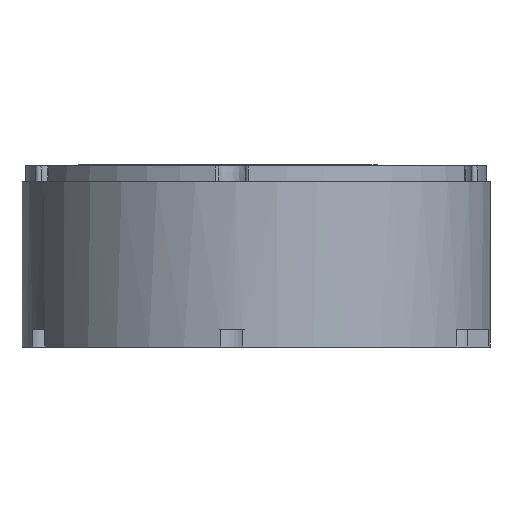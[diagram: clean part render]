
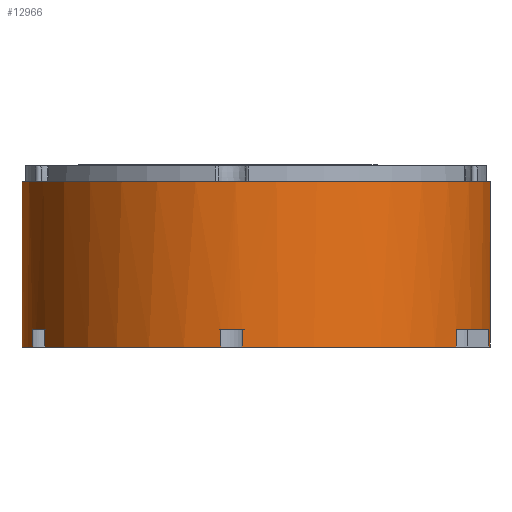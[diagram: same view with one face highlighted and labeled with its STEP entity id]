
A CAD part, front view. The second image highlights one B-rep face of the part: STEP entity #12966.
In plain terms, the highlighted cylindrical face has radius 40.026 mm (diameter 80.053 mm), a partial arc.
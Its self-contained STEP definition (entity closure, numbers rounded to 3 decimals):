
#12105 = VERTEX_POINT('',#12106);
#12106 = CARTESIAN_POINT('',(34.108,29.053,-30.));
#12115 = EDGE_CURVE('',#12105,#12116,#12118,.T.);
#12116 = VERTEX_POINT('',#12117);
#12117 = CARTESIAN_POINT('',(-2.345,10.042,-30.));
#12118 = CIRCLE('',#12119,40.026);
#12119 = AXIS2_PLACEMENT_3D('',#12120,#12121,#12122);
#12120 = CARTESIAN_POINT('',(0.,50.,-30.));
#12121 = DIRECTION('',(-0.,0.,-1.));
#12122 = DIRECTION('',(-1.,0.,0.));
#12125 = VERTEX_POINT('',#12126);
#12126 = CARTESIAN_POINT('',(-6.014,10.428,-30.));
#12133 = EDGE_CURVE('',#12125,#12134,#12136,.T.);
#12134 = VERTEX_POINT('',#12135);
#12135 = CARTESIAN_POINT('',(-35.978,32.46,-30.));
#12136 = CIRCLE('',#12137,40.026);
#12137 = AXIS2_PLACEMENT_3D('',#12138,#12139,#12140);
#12138 = CARTESIAN_POINT('',(0.,50.,-30.));
#12139 = DIRECTION('',(-0.,0.,-1.));
#12140 = DIRECTION('',(-1.,0.,0.));
#12170 = VERTEX_POINT('',#12171);
#12171 = CARTESIAN_POINT('',(-38.065,37.624,-30.));
#12178 = EDGE_CURVE('',#12170,#12179,#12181,.T.);
#12179 = VERTEX_POINT('',#12180);
#12180 = CARTESIAN_POINT('',(-39.859,46.347,-30.));
#12181 = CIRCLE('',#12182,40.026);
#12182 = AXIS2_PLACEMENT_3D('',#12183,#12184,#12185);
#12183 = CARTESIAN_POINT('',(0.,50.,-30.));
#12184 = DIRECTION('',(-0.,0.,-1.));
#12185 = DIRECTION('',(-1.,0.,0.));
#12334 = VERTEX_POINT('',#12335);
#12335 = CARTESIAN_POINT('',(39.859,46.347,-30.));
#12342 = EDGE_CURVE('',#12334,#12343,#12345,.T.);
#12343 = VERTEX_POINT('',#12344);
#12344 = CARTESIAN_POINT('',(39.652,44.542,-30.));
#12345 = CIRCLE('',#12346,40.026);
#12346 = AXIS2_PLACEMENT_3D('',#12347,#12348,#12349);
#12347 = CARTESIAN_POINT('',(0.,50.,-30.));
#12348 = DIRECTION('',(0.,0.,-1.));
#12349 = DIRECTION('',(1.,0.,0.));
#12375 = VERTEX_POINT('',#12376);
#12376 = CARTESIAN_POINT('',(-38.065,37.624,-27.));
#12390 = EDGE_CURVE('',#12170,#12375,#12391,.T.);
#12391 = LINE('',#12392,#12393);
#12392 = CARTESIAN_POINT('',(-38.065,37.624,-30.001));
#12393 = VECTOR('',#12394,1.);
#12394 = DIRECTION('',(0.,0.,1.));
#12414 = VERTEX_POINT('',#12415);
#12415 = CARTESIAN_POINT('',(-35.978,32.46,-27.));
#12422 = EDGE_CURVE('',#12134,#12414,#12423,.T.);
#12423 = LINE('',#12424,#12425);
#12424 = CARTESIAN_POINT('',(-35.978,32.46,-30.001));
#12425 = VECTOR('',#12426,1.);
#12426 = DIRECTION('',(0.,0.,1.));
#12447 = EDGE_CURVE('',#12375,#12414,#12448,.T.);
#12448 = CIRCLE('',#12449,40.026);
#12449 = AXIS2_PLACEMENT_3D('',#12450,#12451,#12452);
#12450 = CARTESIAN_POINT('',(0.,50.,-27.));
#12451 = DIRECTION('',(0.,-0.,1.));
#12452 = DIRECTION('',(1.,0.,0.));
#12474 = EDGE_CURVE('',#12475,#12477,#12479,.T.);
#12475 = VERTEX_POINT('',#12476);
#12476 = CARTESIAN_POINT('',(-6.014,10.428,-27.));
#12477 = VERTEX_POINT('',#12478);
#12478 = CARTESIAN_POINT('',(-2.345,10.042,-27.));
#12479 = CIRCLE('',#12480,40.026);
#12480 = AXIS2_PLACEMENT_3D('',#12481,#12482,#12483);
#12481 = CARTESIAN_POINT('',(0.,50.,-27.));
#12482 = DIRECTION('',(0.,-0.,1.));
#12483 = DIRECTION('',(1.,0.,0.));
#12503 = VERTEX_POINT('',#12504);
#12504 = CARTESIAN_POINT('',(34.108,29.053,-27.));
#12518 = EDGE_CURVE('',#12105,#12503,#12519,.T.);
#12519 = LINE('',#12520,#12521);
#12520 = CARTESIAN_POINT('',(34.108,29.053,-30.001));
#12521 = VECTOR('',#12522,1.);
#12522 = DIRECTION('',(0.,0.,1.));
#12533 = EDGE_CURVE('',#12116,#12477,#12534,.T.);
#12534 = LINE('',#12535,#12536);
#12535 = CARTESIAN_POINT('',(-2.345,10.042,-30.001));
#12536 = VECTOR('',#12537,1.);
#12537 = DIRECTION('',(0.,0.,1.));
#12540 = EDGE_CURVE('',#12125,#12475,#12541,.T.);
#12541 = LINE('',#12542,#12543);
#12542 = CARTESIAN_POINT('',(-6.014,10.428,-30.001));
#12543 = VECTOR('',#12544,1.);
#12544 = DIRECTION('',(0.,0.,1.));
#12578 = EDGE_CURVE('',#12503,#12579,#12581,.T.);
#12579 = VERTEX_POINT('',#12580);
#12580 = CARTESIAN_POINT('',(39.652,44.542,-27.));
#12581 = CIRCLE('',#12582,40.026);
#12582 = AXIS2_PLACEMENT_3D('',#12583,#12584,#12585);
#12583 = CARTESIAN_POINT('',(0.,50.,-27.));
#12584 = DIRECTION('',(0.,0.,1.));
#12585 = DIRECTION('',(-1.,0.,0.));
#12605 = EDGE_CURVE('',#12606,#12608,#12610,.T.);
#12606 = VERTEX_POINT('',#12607);
#12607 = CARTESIAN_POINT('',(39.859,46.347,
    -1.811));
#12608 = VERTEX_POINT('',#12609);
#12609 = CARTESIAN_POINT('',(-39.859,46.347,
    -1.811));
#12610 = CIRCLE('',#12611,40.026);
#12611 = AXIS2_PLACEMENT_3D('',#12612,#12613,#12614);
#12612 = CARTESIAN_POINT('',(0.,50.,-1.811));
#12613 = DIRECTION('',(-0.,0.,-1.));
#12614 = DIRECTION('',(-0.995,-0.105,0.));
#12966 = ADVANCED_FACE('',(#12967),#13000,.T.);
#12967 = FACE_BOUND('',#12968,.T.);
#12968 = EDGE_LOOP('',(#12969,#12970,#12971,#12977,#12978,#12984,#12985,
    #12991,#12992,#12993,#12994,#12995,#12996,#12997,#12998,#12999));
#12969 = ORIENTED_EDGE('',*,*,#12518,.T.);
#12970 = ORIENTED_EDGE('',*,*,#12578,.T.);
#12971 = ORIENTED_EDGE('',*,*,#12972,.F.);
#12972 = EDGE_CURVE('',#12343,#12579,#12973,.T.);
#12973 = LINE('',#12974,#12975);
#12974 = CARTESIAN_POINT('',(39.652,44.542,-30.001));
#12975 = VECTOR('',#12976,1.);
#12976 = DIRECTION('',(0.,0.,1.));
#12977 = ORIENTED_EDGE('',*,*,#12342,.F.);
#12978 = ORIENTED_EDGE('',*,*,#12979,.T.);
#12979 = EDGE_CURVE('',#12334,#12606,#12980,.T.);
#12980 = LINE('',#12981,#12982);
#12981 = CARTESIAN_POINT('',(39.859,46.347,-30.001));
#12982 = VECTOR('',#12983,1.);
#12983 = DIRECTION('',(0.,0.,1.));
#12984 = ORIENTED_EDGE('',*,*,#12605,.T.);
#12985 = ORIENTED_EDGE('',*,*,#12986,.F.);
#12986 = EDGE_CURVE('',#12179,#12608,#12987,.T.);
#12987 = LINE('',#12988,#12989);
#12988 = CARTESIAN_POINT('',(-39.859,46.347,-30.001));
#12989 = VECTOR('',#12990,1.);
#12990 = DIRECTION('',(0.,0.,1.));
#12991 = ORIENTED_EDGE('',*,*,#12178,.F.);
#12992 = ORIENTED_EDGE('',*,*,#12390,.T.);
#12993 = ORIENTED_EDGE('',*,*,#12447,.T.);
#12994 = ORIENTED_EDGE('',*,*,#12422,.F.);
#12995 = ORIENTED_EDGE('',*,*,#12133,.F.);
#12996 = ORIENTED_EDGE('',*,*,#12540,.T.);
#12997 = ORIENTED_EDGE('',*,*,#12474,.T.);
#12998 = ORIENTED_EDGE('',*,*,#12533,.F.);
#12999 = ORIENTED_EDGE('',*,*,#12115,.F.);
#13000 = CYLINDRICAL_SURFACE('',#13001,40.026);
#13001 = AXIS2_PLACEMENT_3D('',#13002,#13003,#13004);
#13002 = CARTESIAN_POINT('',(0.,50.,-30.001));
#13003 = DIRECTION('',(0.,0.,1.));
#13004 = DIRECTION('',(-1.,0.,0.));
